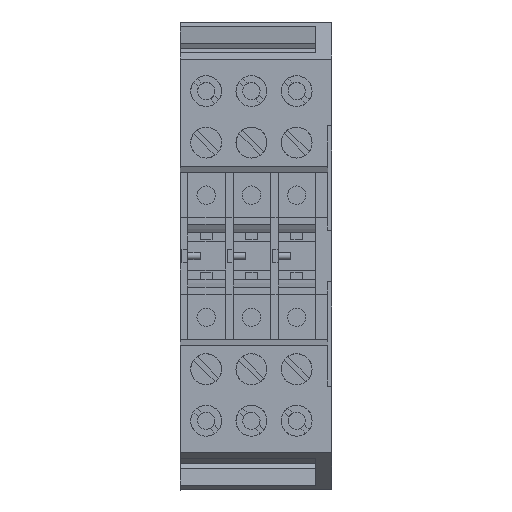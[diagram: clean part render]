
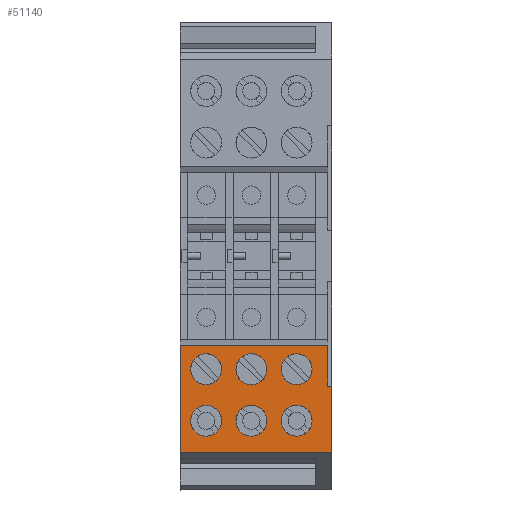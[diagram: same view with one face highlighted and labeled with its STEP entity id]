
A CAD part, top view. The second image highlights one B-rep face of the part: STEP entity #51140.
In plain terms, the highlighted planar face has unit normal (0, 0, 1).
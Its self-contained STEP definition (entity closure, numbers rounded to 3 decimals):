
#3880=CARTESIAN_POINT('',(0.,31.817,
44.4));
#3890=DIRECTION('',(0.,-1.,0.));
#3900=VECTOR('',#3890,1.);
#3910=LINE('',#3880,#3900);
#4640=CARTESIAN_POINT('',(0.,19.676,
44.4));
#4650=VERTEX_POINT('',#4640);
#4680=CARTESIAN_POINT('',(0.,5.067,
44.4));
#4690=VERTEX_POINT('',#4680);
#4700=EDGE_CURVE('',#4650,#4690,#3910,.T.);
#10560=CARTESIAN_POINT('',(20.1,14.117,
44.4));
#10570=VERTEX_POINT('',#10560);
#10720=CARTESIAN_POINT('',(20.65,14.117,
44.4));
#10730=VERTEX_POINT('',#10720);
#10760=CARTESIAN_POINT('',(20.65,14.117,
44.4));
#10770=DIRECTION('',(-1.,0.,0.));
#10780=VECTOR('',#10770,1.);
#10790=LINE('',#10760,#10780);
#10800=EDGE_CURVE('',#10730,#10570,#10790,.T.);
#10910=CARTESIAN_POINT('',(20.1,31.817,
44.4));
#10920=DIRECTION('',(0.,-1.,0.));
#10930=VECTOR('',#10920,1.);
#10940=LINE('',#10910,#10930);
#10950=CARTESIAN_POINT('',(20.1,19.676,
44.4));
#10960=VERTEX_POINT('',#10950);
#10970=EDGE_CURVE('',#10960,#10570,#10940,.T.);
#49880=CARTESIAN_POINT('',(0.,19.676,
44.4));
#49890=DIRECTION('',(-1.,0.,0.));
#49900=VECTOR('',#49890,1.);
#49910=LINE('',#49880,#49900);
#49920=EDGE_CURVE('',#10960,#4650,#49910,.T.);
#49990=CARTESIAN_POINT('',(0.,21.921,
44.4));
#50000=DIRECTION('',(0.,0.,-1.));
#50010=DIRECTION('',(0.,1.,0.));
#50020=AXIS2_PLACEMENT_3D('',#49990,#50000,#50010);
#50030=PLANE('',#50020);
#50040=CARTESIAN_POINT('',(3.55,9.417,44.4));
#50050=DIRECTION('',(0.,0.,1.));
#50060=DIRECTION('',(0.,1.,0.));
#50070=AXIS2_PLACEMENT_3D('',#50040,#50050,#50060);
#50080=CIRCLE('',#50070,2.1);
#50090=CARTESIAN_POINT('',(3.55,11.517,44.4));
#50100=VERTEX_POINT('',#50090);
#50110=CARTESIAN_POINT('',(3.55,7.317,44.4));
#50120=VERTEX_POINT('',#50110);
#50130=EDGE_CURVE('',#50100,#50120,#50080,.T.);
#50140=ORIENTED_EDGE('',*,*,#50130,.F.);
#50150=EDGE_CURVE('',#50120,#50100,#50080,.T.);
#50160=ORIENTED_EDGE('',*,*,#50150,.F.);
#50170=EDGE_LOOP('',(#50160,#50140));
#50180=FACE_BOUND('',#50170,.T.);
#50190=CARTESIAN_POINT('',(3.55,16.417,44.4));
#50200=DIRECTION('',(0.,0.,1.));
#50210=DIRECTION('',(0.,1.,0.));
#50220=AXIS2_PLACEMENT_3D('',#50190,#50200,#50210);
#50230=CIRCLE('',#50220,2.1);
#50240=CARTESIAN_POINT('',(3.55,18.517,44.4));
#50250=VERTEX_POINT('',#50240);
#50260=CARTESIAN_POINT('',(3.55,14.317,44.4));
#50270=VERTEX_POINT('',#50260);
#50280=EDGE_CURVE('',#50250,#50270,#50230,.T.);
#50290=ORIENTED_EDGE('',*,*,#50280,.F.);
#50300=EDGE_CURVE('',#50270,#50250,#50230,.T.);
#50310=ORIENTED_EDGE('',*,*,#50300,.F.);
#50320=EDGE_LOOP('',(#50310,#50290));
#50330=FACE_BOUND('',#50320,.T.);
#50340=ORIENTED_EDGE('',*,*,#10970,.F.);
#50350=ORIENTED_EDGE('',*,*,#10800,.T.);
#50360=CARTESIAN_POINT('',(20.65,31.817,
44.4));
#50370=DIRECTION('',(0.,-1.,0.));
#50380=VECTOR('',#50370,1.);
#50390=LINE('',#50360,#50380);
#50400=CARTESIAN_POINT('',(20.65,5.067,
44.4));
#50410=VERTEX_POINT('',#50400);
#50420=EDGE_CURVE('',#10730,#50410,#50390,.T.);
#50430=ORIENTED_EDGE('',*,*,#50420,.F.);
#50440=CARTESIAN_POINT('',(0.,5.067,
44.4));
#50450=DIRECTION('',(1.,0.,0.));
#50460=VECTOR('',#50450,1.);
#50470=LINE('',#50440,#50460);
#50480=EDGE_CURVE('',#4690,#50410,#50470,.T.);
#50490=ORIENTED_EDGE('',*,*,#50480,.T.);
#50500=ORIENTED_EDGE('',*,*,#4700,.T.);
#50510=ORIENTED_EDGE('',*,*,#49920,.T.);
#50520=EDGE_LOOP('',(#50510,#50500,#50490,#50430,#50350,#50340));
#50530=FACE_OUTER_BOUND('',#50520,.T.);
#50540=CARTESIAN_POINT('',(9.7,9.417,44.4));
#50550=DIRECTION('',(0.,0.,1.));
#50560=DIRECTION('',(0.,1.,0.));
#50570=AXIS2_PLACEMENT_3D('',#50540,#50550,#50560);
#50580=CIRCLE('',#50570,2.1);
#50590=CARTESIAN_POINT('',(9.7,11.517,44.4));
#50600=VERTEX_POINT('',#50590);
#50610=CARTESIAN_POINT('',(9.7,7.317,44.4));
#50620=VERTEX_POINT('',#50610);
#50630=EDGE_CURVE('',#50600,#50620,#50580,.T.);
#50640=ORIENTED_EDGE('',*,*,#50630,.F.);
#50650=EDGE_CURVE('',#50620,#50600,#50580,.T.);
#50660=ORIENTED_EDGE('',*,*,#50650,.F.);
#50670=EDGE_LOOP('',(#50660,#50640));
#50680=FACE_BOUND('',#50670,.T.);
#50690=CARTESIAN_POINT('',(9.7,16.417,44.4));
#50700=DIRECTION('',(0.,0.,1.));
#50710=DIRECTION('',(0.,1.,0.));
#50720=AXIS2_PLACEMENT_3D('',#50690,#50700,#50710);
#50730=CIRCLE('',#50720,2.1);
#50740=CARTESIAN_POINT('',(9.7,18.517,44.4));
#50750=VERTEX_POINT('',#50740);
#50760=CARTESIAN_POINT('',(9.7,14.317,44.4));
#50770=VERTEX_POINT('',#50760);
#50780=EDGE_CURVE('',#50750,#50770,#50730,.T.);
#50790=ORIENTED_EDGE('',*,*,#50780,.F.);
#50800=EDGE_CURVE('',#50770,#50750,#50730,.T.);
#50810=ORIENTED_EDGE('',*,*,#50800,.F.);
#50820=EDGE_LOOP('',(#50810,#50790));
#50830=FACE_BOUND('',#50820,.T.);
#50840=CARTESIAN_POINT('',(15.85,9.417,44.4));
#50850=DIRECTION('',(0.,0.,1.));
#50860=DIRECTION('',(0.,1.,0.));
#50870=AXIS2_PLACEMENT_3D('',#50840,#50850,#50860);
#50880=CIRCLE('',#50870,2.1);
#50890=CARTESIAN_POINT('',(15.85,11.517,44.4));
#50900=VERTEX_POINT('',#50890);
#50910=CARTESIAN_POINT('',(15.85,7.317,44.4));
#50920=VERTEX_POINT('',#50910);
#50930=EDGE_CURVE('',#50900,#50920,#50880,.T.);
#50940=ORIENTED_EDGE('',*,*,#50930,.F.);
#50950=EDGE_CURVE('',#50920,#50900,#50880,.T.);
#50960=ORIENTED_EDGE('',*,*,#50950,.F.);
#50970=EDGE_LOOP('',(#50960,#50940));
#50980=FACE_BOUND('',#50970,.T.);
#50990=CARTESIAN_POINT('',(15.85,16.417,44.4));
#51000=DIRECTION('',(0.,0.,1.));
#51010=DIRECTION('',(0.,1.,0.));
#51020=AXIS2_PLACEMENT_3D('',#50990,#51000,#51010);
#51030=CIRCLE('',#51020,2.1);
#51040=CARTESIAN_POINT('',(15.85,18.517,44.4));
#51050=VERTEX_POINT('',#51040);
#51060=CARTESIAN_POINT('',(15.85,14.317,44.4));
#51070=VERTEX_POINT('',#51060);
#51080=EDGE_CURVE('',#51050,#51070,#51030,.T.);
#51090=ORIENTED_EDGE('',*,*,#51080,.F.);
#51100=EDGE_CURVE('',#51070,#51050,#51030,.T.);
#51110=ORIENTED_EDGE('',*,*,#51100,.F.);
#51120=EDGE_LOOP('',(#51110,#51090));
#51130=FACE_BOUND('',#51120,.T.);
#51140=ADVANCED_FACE('',(#50180,#50330,#50530,#50680,#50830,#50980,
#51130),#50030,.F.);
